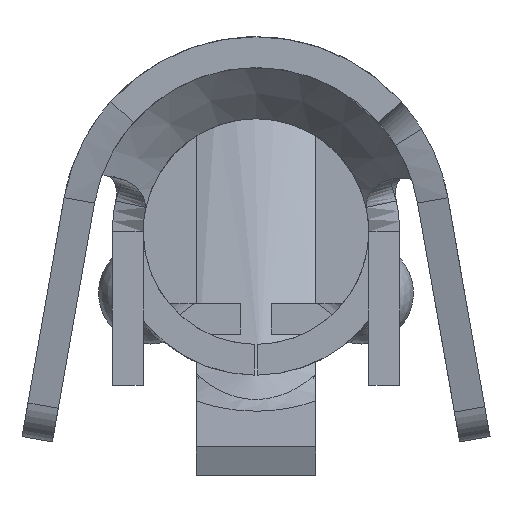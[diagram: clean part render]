
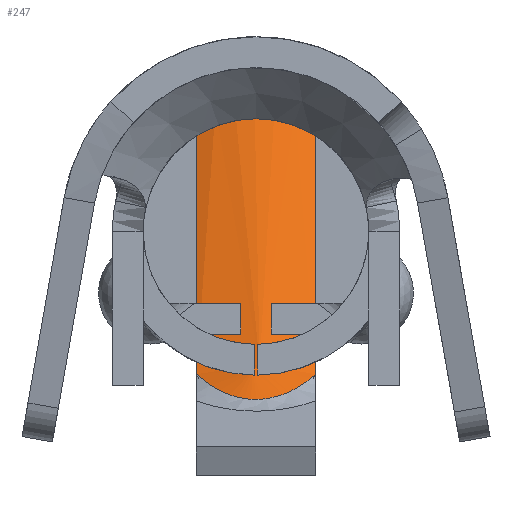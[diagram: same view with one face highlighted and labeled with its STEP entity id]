
A CAD part, front view. The second image highlights one B-rep face of the part: STEP entity #247.
In plain terms, the highlighted free-form (B-spline) face has degree [2, 1] with [5, 2] control points.
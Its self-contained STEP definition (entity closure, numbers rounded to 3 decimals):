
#54=(
BOUNDED_SURFACE()
B_SPLINE_SURFACE(2,1,((#4660,#4661),(#4662,#4663),(#4664,#4665),(#4666,
#4667),(#4668,#4669)),.UNSPECIFIED.,.F.,.F.,.F.)
B_SPLINE_SURFACE_WITH_KNOTS((3,1,1,3),(2,2),(0.,0.083,0.917,
1.),(0.,1.),.UNSPECIFIED.)
GEOMETRIC_REPRESENTATION_ITEM()
RATIONAL_B_SPLINE_SURFACE(((0.751,0.751),(0.75,
0.75),(0.768,0.768),(0.968,
0.968),(0.98,0.98)))
REPRESENTATION_ITEM('')
SURFACE()
);
#247=ADVANCED_FACE('146-0-1',(#410),#54,.T.);
#410=FACE_OUTER_BOUND('',#545,.T.);
#545=EDGE_LOOP('',(#1141,#1142,#1143,#1144));
#667=LINE('',#4446,#807);
#681=LINE('',#4585,#821);
#807=VECTOR('',#2609,1.);
#821=VECTOR('',#2635,1.);
#1141=ORIENTED_EDGE('',*,*,#2008,.T.);
#1142=ORIENTED_EDGE('',*,*,#1985,.T.);
#1143=ORIENTED_EDGE('',*,*,#2009,.T.);
#1144=ORIENTED_EDGE('',*,*,#2005,.T.);
#1639=VERTEX_POINT('',#3022);
#1641=VERTEX_POINT('',#3042);
#1733=VERTEX_POINT('',#4447);
#1744=VERTEX_POINT('',#4586);
#1985=EDGE_CURVE('',#1733,#1639,#667,.T.);
#2005=EDGE_CURVE('',#1641,#1744,#681,.T.);
#2008=EDGE_CURVE('',#1744,#1733,#2299,.T.);
#2009=EDGE_CURVE('',#1639,#1641,#2300,.T.);
#2299=B_SPLINE_CURVE_WITH_KNOTS('',3,(#4601,#4602,#4603,#4604,#4605,#4606,
#4607,#4608,#4609,#4610),.UNSPECIFIED.,.F.,.F.,(4,2,2,2,4),(0.,0.25,0.5,
0.75,1.),.UNSPECIFIED.);
#2300=B_SPLINE_CURVE_WITH_KNOTS('',3,(#4656,#4657,#4658,#4659),
 .UNSPECIFIED.,.F.,.F.,(4,4),(0.,1.),.UNSPECIFIED.);
#2609=DIRECTION('',(0.,0.731,0.682));
#2635=DIRECTION('',(0.,-0.731,-0.682));
#3022=CARTESIAN_POINT('',(0.582,15.151,1.127));
#3042=CARTESIAN_POINT('',(-0.582,15.152,1.127));
#4446=CARTESIAN_POINT('',(0.582,12.452,-1.391));
#4447=CARTESIAN_POINT('',(0.582,12.452,-1.391));
#4585=CARTESIAN_POINT('',(-0.582,15.152,1.127));
#4586=CARTESIAN_POINT('',(-0.582,12.452,-1.391));
#4601=CARTESIAN_POINT('',(-0.582,12.452,-1.391));
#4602=CARTESIAN_POINT('',(-0.5,12.32,-1.463));
#4603=CARTESIAN_POINT('',(-0.441,12.238,-1.508));
#4604=CARTESIAN_POINT('',(-0.223,12.049,-1.611));
#4605=CARTESIAN_POINT('',(-0.111,12.002,-1.637));
#4606=CARTESIAN_POINT('',(0.111,12.002,-1.637));
#4607=CARTESIAN_POINT('',(0.248,12.071,-1.599));
#4608=CARTESIAN_POINT('',(0.415,12.216,-1.52));
#4609=CARTESIAN_POINT('',(0.5,12.319,-1.464));
#4610=CARTESIAN_POINT('',(0.582,12.452,-1.391));
#4656=CARTESIAN_POINT('',(0.582,15.151,1.127));
#4657=CARTESIAN_POINT('',(0.177,15.054,1.288));
#4658=CARTESIAN_POINT('',(-0.214,15.065,1.276));
#4659=CARTESIAN_POINT('',(-0.582,15.152,1.127));
#4660=CARTESIAN_POINT('',(-0.699,11.824,-2.059));
#4661=CARTESIAN_POINT('',(-0.699,15.53,1.397));
#4662=CARTESIAN_POINT('',(-0.641,11.802,-2.035));
#4663=CARTESIAN_POINT('',(-0.641,15.507,1.421));
#4664=CARTESIAN_POINT('',(0.,11.602,-1.82));
#4665=CARTESIAN_POINT('',(0.,15.307,1.635));
#4666=CARTESIAN_POINT('',(0.628,11.797,-2.03));
#4667=CARTESIAN_POINT('',(0.628,15.503,1.425));
#4668=CARTESIAN_POINT('',(0.67,11.813,-2.047));
#4669=CARTESIAN_POINT('',(0.67,15.519,1.408));
